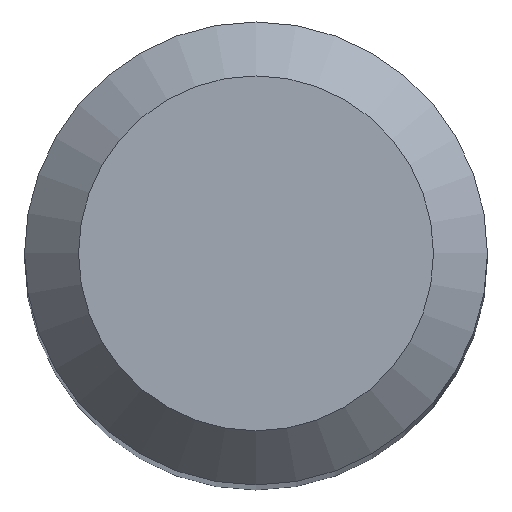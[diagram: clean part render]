
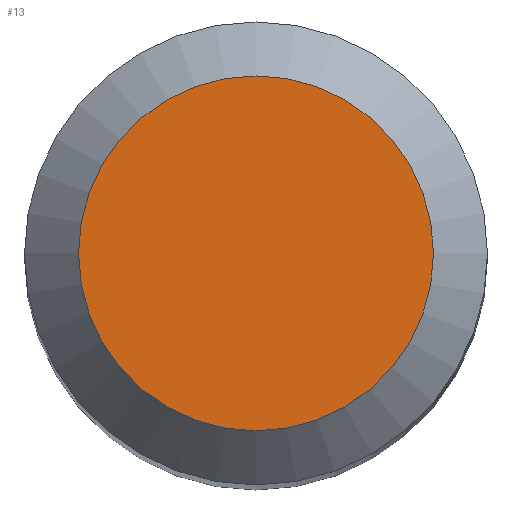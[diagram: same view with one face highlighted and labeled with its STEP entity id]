
A CAD part, top view. The second image highlights one B-rep face of the part: STEP entity #13.
In plain terms, the highlighted planar face has unit normal (0, 0, 1).
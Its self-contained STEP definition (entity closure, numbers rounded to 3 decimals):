
#10 = DIRECTION ( 'NONE',  ( 0., 1., 0. ) ) ;
#13 = ADVANCED_FACE ( 'NONE', ( #195 ), #250, .F. ) ;
#27 = DIRECTION ( 'NONE',  ( 0., 1., 0. ) ) ;
#41 = VERTEX_POINT ( 'NONE', #129 ) ;
#49 = ORIENTED_EDGE ( 'NONE', *, *, #228, .F. ) ;
#129 = CARTESIAN_POINT ( 'NONE',  ( 0., 2.3, 66. ) ) ;
#153 = DIRECTION ( 'NONE',  ( 0., 0., -1. ) ) ;
#170 = EDGE_LOOP ( 'NONE', ( #49 ) ) ;
#195 = FACE_OUTER_BOUND ( 'NONE', #170, .T. ) ;
#200 = DIRECTION ( 'NONE',  ( 0., 0., -1. ) ) ;
#208 = AXIS2_PLACEMENT_3D ( 'NONE', #214, #153, #27 ) ;
#213 = CIRCLE ( 'NONE', #245, 2.3 ) ;
#214 = CARTESIAN_POINT ( 'NONE',  ( 0., 0., 66. ) ) ;
#217 = CARTESIAN_POINT ( 'NONE',  ( 0., 0., 66. ) ) ;
#228 = EDGE_CURVE ( 'NONE', #41, #41, #213, .T. ) ;
#245 = AXIS2_PLACEMENT_3D ( 'NONE', #217, #200, #10 ) ;
#250 = PLANE ( 'NONE',  #208 ) ;
